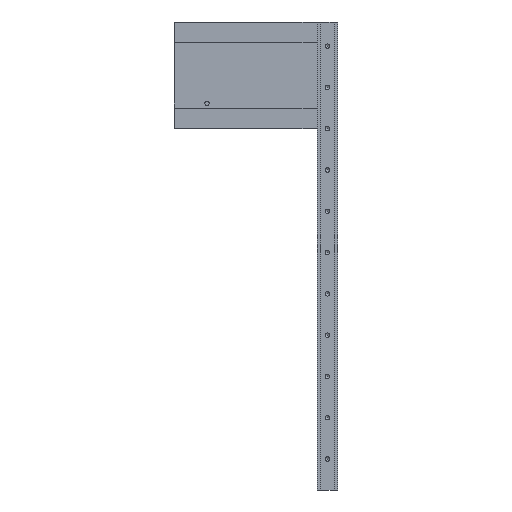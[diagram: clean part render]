
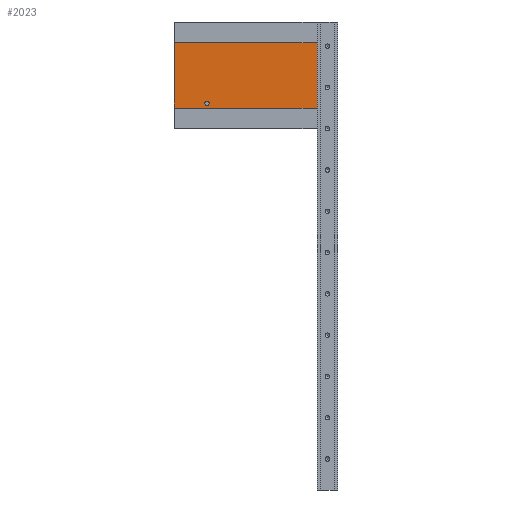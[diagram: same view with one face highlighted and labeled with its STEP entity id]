
A CAD part, left-side view. The second image highlights one B-rep face of the part: STEP entity #2023.
In plain terms, the highlighted planar face has unit normal (-1, 0, 0).
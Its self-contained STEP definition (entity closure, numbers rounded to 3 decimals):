
#44 = PLANE('',#45);
#45 = AXIS2_PLACEMENT_3D('',#46,#47,#48);
#46 = CARTESIAN_POINT('',(70.,-155.,-185.));
#47 = DIRECTION('',(0.,1.,0.));
#48 = DIRECTION('',(0.,0.,1.));
#166 = VERTEX_POINT('',#167);
#167 = CARTESIAN_POINT('',(-62.5,-155.,125.));
#181 = PLANE('',#182);
#182 = AXIS2_PLACEMENT_3D('',#183,#184,#185);
#183 = CARTESIAN_POINT('',(-62.5,-155.,125.));
#184 = DIRECTION('',(-1.,0.,0.));
#185 = DIRECTION('',(0.,1.,0.));
#193 = EDGE_CURVE('',#166,#194,#196,.T.);
#194 = VERTEX_POINT('',#195);
#195 = CARTESIAN_POINT('',(-62.5,-155.,30.));
#196 = SURFACE_CURVE('',#197,(#201,#208),.PCURVE_S1.);
#197 = LINE('',#198,#199);
#198 = CARTESIAN_POINT('',(-62.5,-155.,125.));
#199 = VECTOR('',#200,1.);
#200 = DIRECTION('',(0.,0.,-1.));
#201 = PCURVE('',#44,#202);
#202 = DEFINITIONAL_REPRESENTATION('',(#203),#207);
#203 = LINE('',#204,#205);
#204 = CARTESIAN_POINT('',(310.,-132.5));
#205 = VECTOR('',#206,1.);
#206 = DIRECTION('',(-1.,0.));
#207 = ( GEOMETRIC_REPRESENTATION_CONTEXT(2) 
PARAMETRIC_REPRESENTATION_CONTEXT() REPRESENTATION_CONTEXT('2D SPACE',''
  ) );
#208 = PCURVE('',#209,#214);
#209 = PLANE('',#210);
#210 = AXIS2_PLACEMENT_3D('',#211,#212,#213);
#211 = CARTESIAN_POINT('',(-62.5,-155.,125.));
#212 = DIRECTION('',(1.,0.,0.));
#213 = DIRECTION('',(0.,1.,0.));
#214 = DEFINITIONAL_REPRESENTATION('',(#215),#219);
#215 = LINE('',#216,#217);
#216 = CARTESIAN_POINT('',(0.,0.));
#217 = VECTOR('',#218,1.);
#218 = DIRECTION('',(0.,-1.));
#219 = ( GEOMETRIC_REPRESENTATION_CONTEXT(2) 
PARAMETRIC_REPRESENTATION_CONTEXT() REPRESENTATION_CONTEXT('2D SPACE',''
  ) );
#237 = PLANE('',#238);
#238 = AXIS2_PLACEMENT_3D('',#239,#240,#241);
#239 = CARTESIAN_POINT('',(-62.5,-155.,0.));
#240 = DIRECTION('',(-1.,0.,0.));
#241 = DIRECTION('',(0.,1.,0.));
#1902 = EDGE_CURVE('',#166,#1903,#1905,.T.);
#1903 = VERTEX_POINT('',#1904);
#1904 = CARTESIAN_POINT('',(-62.5,52.5,125.));
#1905 = SURFACE_CURVE('',#1906,(#1910,#1917),.PCURVE_S1.);
#1906 = LINE('',#1907,#1908);
#1907 = CARTESIAN_POINT('',(-62.5,-155.,125.));
#1908 = VECTOR('',#1909,1.);
#1909 = DIRECTION('',(0.,1.,0.));
#1910 = PCURVE('',#181,#1911);
#1911 = DEFINITIONAL_REPRESENTATION('',(#1912),#1916);
#1912 = LINE('',#1913,#1914);
#1913 = CARTESIAN_POINT('',(0.,0.));
#1914 = VECTOR('',#1915,1.);
#1915 = DIRECTION('',(1.,0.));
#1916 = ( GEOMETRIC_REPRESENTATION_CONTEXT(2) 
PARAMETRIC_REPRESENTATION_CONTEXT() REPRESENTATION_CONTEXT('2D SPACE',''
  ) );
#1917 = PCURVE('',#209,#1918);
#1918 = DEFINITIONAL_REPRESENTATION('',(#1919),#1923);
#1919 = LINE('',#1920,#1921);
#1920 = CARTESIAN_POINT('',(0.,0.));
#1921 = VECTOR('',#1922,1.);
#1922 = DIRECTION('',(1.,0.));
#1923 = ( GEOMETRIC_REPRESENTATION_CONTEXT(2) 
PARAMETRIC_REPRESENTATION_CONTEXT() REPRESENTATION_CONTEXT('2D SPACE',''
  ) );
#1963 = PLANE('',#1964);
#1964 = AXIS2_PLACEMENT_3D('',#1965,#1966,#1967);
#1965 = CARTESIAN_POINT('',(0.,52.5,77.5));
#1966 = DIRECTION('',(0.,1.,0.));
#1967 = DIRECTION('',(0.,0.,1.));
#2023 = ADVANCED_FACE('',(#2024,#2072),#209,.F.);
#2024 = FACE_BOUND('',#2025,.F.);
#2025 = EDGE_LOOP('',(#2026,#2027,#2028,#2051));
#2026 = ORIENTED_EDGE('',*,*,#1902,.F.);
#2027 = ORIENTED_EDGE('',*,*,#193,.T.);
#2028 = ORIENTED_EDGE('',*,*,#2029,.T.);
#2029 = EDGE_CURVE('',#194,#2030,#2032,.T.);
#2030 = VERTEX_POINT('',#2031);
#2031 = CARTESIAN_POINT('',(-62.5,52.5,30.));
#2032 = SURFACE_CURVE('',#2033,(#2037,#2044),.PCURVE_S1.);
#2033 = LINE('',#2034,#2035);
#2034 = CARTESIAN_POINT('',(-62.5,-155.,30.));
#2035 = VECTOR('',#2036,1.);
#2036 = DIRECTION('',(0.,1.,0.));
#2037 = PCURVE('',#209,#2038);
#2038 = DEFINITIONAL_REPRESENTATION('',(#2039),#2043);
#2039 = LINE('',#2040,#2041);
#2040 = CARTESIAN_POINT('',(0.,-95.));
#2041 = VECTOR('',#2042,1.);
#2042 = DIRECTION('',(1.,0.));
#2043 = ( GEOMETRIC_REPRESENTATION_CONTEXT(2) 
PARAMETRIC_REPRESENTATION_CONTEXT() REPRESENTATION_CONTEXT('2D SPACE',''
  ) );
#2044 = PCURVE('',#237,#2045);
#2045 = DEFINITIONAL_REPRESENTATION('',(#2046),#2050);
#2046 = LINE('',#2047,#2048);
#2047 = CARTESIAN_POINT('',(0.,-30.));
#2048 = VECTOR('',#2049,1.);
#2049 = DIRECTION('',(1.,0.));
#2050 = ( GEOMETRIC_REPRESENTATION_CONTEXT(2) 
PARAMETRIC_REPRESENTATION_CONTEXT() REPRESENTATION_CONTEXT('2D SPACE',''
  ) );
#2051 = ORIENTED_EDGE('',*,*,#2052,.T.);
#2052 = EDGE_CURVE('',#2030,#1903,#2053,.T.);
#2053 = SURFACE_CURVE('',#2054,(#2058,#2065),.PCURVE_S1.);
#2054 = LINE('',#2055,#2056);
#2055 = CARTESIAN_POINT('',(-62.5,52.5,0.));
#2056 = VECTOR('',#2057,1.);
#2057 = DIRECTION('',(0.,0.,1.));
#2058 = PCURVE('',#209,#2059);
#2059 = DEFINITIONAL_REPRESENTATION('',(#2060),#2064);
#2060 = LINE('',#2061,#2062);
#2061 = CARTESIAN_POINT('',(207.5,-125.));
#2062 = VECTOR('',#2063,1.);
#2063 = DIRECTION('',(0.,1.));
#2064 = ( GEOMETRIC_REPRESENTATION_CONTEXT(2) 
PARAMETRIC_REPRESENTATION_CONTEXT() REPRESENTATION_CONTEXT('2D SPACE',''
  ) );
#2065 = PCURVE('',#1963,#2066);
#2066 = DEFINITIONAL_REPRESENTATION('',(#2067),#2071);
#2067 = LINE('',#2068,#2069);
#2068 = CARTESIAN_POINT('',(-77.5,-62.5));
#2069 = VECTOR('',#2070,1.);
#2070 = DIRECTION('',(1.,0.));
#2071 = ( GEOMETRIC_REPRESENTATION_CONTEXT(2) 
PARAMETRIC_REPRESENTATION_CONTEXT() REPRESENTATION_CONTEXT('2D SPACE',''
  ) );
#2072 = FACE_BOUND('',#2073,.F.);
#2073 = EDGE_LOOP('',(#2074));
#2074 = ORIENTED_EDGE('',*,*,#2075,.T.);
#2075 = EDGE_CURVE('',#2076,#2076,#2078,.T.);
#2076 = VERTEX_POINT('',#2077);
#2077 = CARTESIAN_POINT('',(-62.5,1.8,37.));
#2078 = SURFACE_CURVE('',#2079,(#2084,#2095),.PCURVE_S1.);
#2079 = CIRCLE('',#2080,3.2);
#2080 = AXIS2_PLACEMENT_3D('',#2081,#2082,#2083);
#2081 = CARTESIAN_POINT('',(-62.5,5.,37.));
#2082 = DIRECTION('',(-1.,0.,0.));
#2083 = DIRECTION('',(0.,-1.,0.));
#2084 = PCURVE('',#209,#2085);
#2085 = DEFINITIONAL_REPRESENTATION('',(#2086),#2094);
#2086 = ( BOUNDED_CURVE() B_SPLINE_CURVE(2,(#2087,#2088,#2089,#2090,
#2091,#2092,#2093),.UNSPECIFIED.,.T.,.F.) B_SPLINE_CURVE_WITH_KNOTS((1,2
    ,2,2,2,1),(-2.094,0.,2.094,4.189,
6.283,8.378),.UNSPECIFIED.) CURVE() 
GEOMETRIC_REPRESENTATION_ITEM() RATIONAL_B_SPLINE_CURVE((1.,0.5,1.,0.5,
1.,0.5,1.)) REPRESENTATION_ITEM('') );
#2087 = CARTESIAN_POINT('',(156.8,-88.));
#2088 = CARTESIAN_POINT('',(156.8,-82.457));
#2089 = CARTESIAN_POINT('',(161.6,-85.229));
#2090 = CARTESIAN_POINT('',(166.4,-88.));
#2091 = CARTESIAN_POINT('',(161.6,-90.771));
#2092 = CARTESIAN_POINT('',(156.8,-93.543));
#2093 = CARTESIAN_POINT('',(156.8,-88.));
#2094 = ( GEOMETRIC_REPRESENTATION_CONTEXT(2) 
PARAMETRIC_REPRESENTATION_CONTEXT() REPRESENTATION_CONTEXT('2D SPACE',''
  ) );
#2095 = PCURVE('',#2096,#2101);
#2096 = CYLINDRICAL_SURFACE('',#2097,3.2);
#2097 = AXIS2_PLACEMENT_3D('',#2098,#2099,#2100);
#2098 = CARTESIAN_POINT('',(-62.5,5.,37.));
#2099 = DIRECTION('',(-1.,0.,0.));
#2100 = DIRECTION('',(0.,-1.,0.));
#2101 = DEFINITIONAL_REPRESENTATION('',(#2102),#2106);
#2102 = LINE('',#2103,#2104);
#2103 = CARTESIAN_POINT('',(0.,0.));
#2104 = VECTOR('',#2105,1.);
#2105 = DIRECTION('',(1.,0.));
#2106 = ( GEOMETRIC_REPRESENTATION_CONTEXT(2) 
PARAMETRIC_REPRESENTATION_CONTEXT() REPRESENTATION_CONTEXT('2D SPACE',''
  ) );
